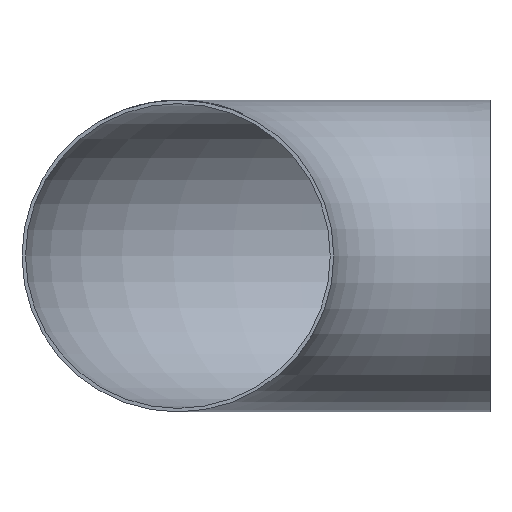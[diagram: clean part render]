
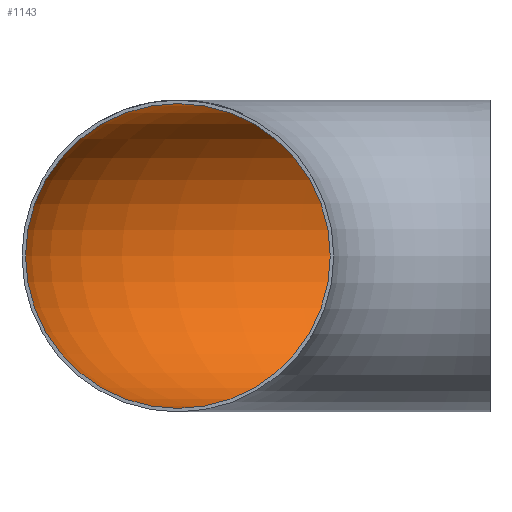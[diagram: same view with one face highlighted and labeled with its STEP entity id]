
A CAD part, front view. The second image highlights one B-rep face of the part: STEP entity #1143.
In plain terms, the highlighted toroidal (fillet/blend) face has major radius 356 mm and minor radius 173.8 mm.
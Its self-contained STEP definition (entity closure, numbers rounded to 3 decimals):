
#1143 = ADVANCED_FACE ( 'NONE', ( #31898, #8244 ), #32345, .F. ) ;
#1502 = EDGE_LOOP ( 'NONE', ( #24400 ) ) ;
#3185 = DIRECTION ( 'NONE',  ( -1., 0., 0. ) ) ;
#4056 = CARTESIAN_POINT ( 'NONE',  ( 0., 356., 0. ) ) ;
#4379 = VERTEX_POINT ( 'NONE', #10252 ) ;
#4388 = DIRECTION ( 'NONE',  ( 1., 0., 0. ) ) ;
#5059 = DIRECTION ( 'NONE',  ( 0., 0., 1. ) ) ;
#7407 = VERTEX_POINT ( 'NONE', #7571 ) ;
#7571 = CARTESIAN_POINT ( 'NONE',  ( 0., 529.8, 0. ) ) ;
#8244 = FACE_OUTER_BOUND ( 'NONE', #1502, .T. ) ;
#8557 = DIRECTION ( 'NONE',  ( 0., 0., -1. ) ) ;
#9448 = CIRCLE ( 'NONE', #18609, 173.8 ) ;
#10252 = CARTESIAN_POINT ( 'NONE',  ( -356., 0., 173.8 ) ) ;
#11537 = EDGE_CURVE ( 'NONE', #7407, #7407, #21504, .T. ) ;
#12153 = DIRECTION ( 'NONE',  ( 0., 1., 0. ) ) ;
#12589 = ORIENTED_EDGE ( 'NONE', *, *, #11537, .T. ) ;
#16891 = EDGE_LOOP ( 'NONE', ( #12589 ) ) ;
#18609 = AXIS2_PLACEMENT_3D ( 'NONE', #27720, #32967, #5059 ) ;
#21504 = CIRCLE ( 'NONE', #25825, 173.8 ) ;
#24400 = ORIENTED_EDGE ( 'NONE', *, *, #26706, .F. ) ;
#25825 = AXIS2_PLACEMENT_3D ( 'NONE', #4056, #4388, #12153 ) ;
#26641 = CARTESIAN_POINT ( 'NONE',  ( 0., 0., 0. ) ) ;
#26706 = EDGE_CURVE ( 'NONE', #4379, #4379, #9448, .T. ) ;
#27720 = CARTESIAN_POINT ( 'NONE',  ( -356., 0., 0. ) ) ;
#30718 = AXIS2_PLACEMENT_3D ( 'NONE', #26641, #8557, #3185 ) ;
#31898 = FACE_OUTER_BOUND ( 'NONE', #16891, .T. ) ;
#32345 = TOROIDAL_SURFACE ( 'NONE', #30718, 356., 173.8 ) ;
#32967 = DIRECTION ( 'NONE',  ( 0., 1., 0. ) ) ;
